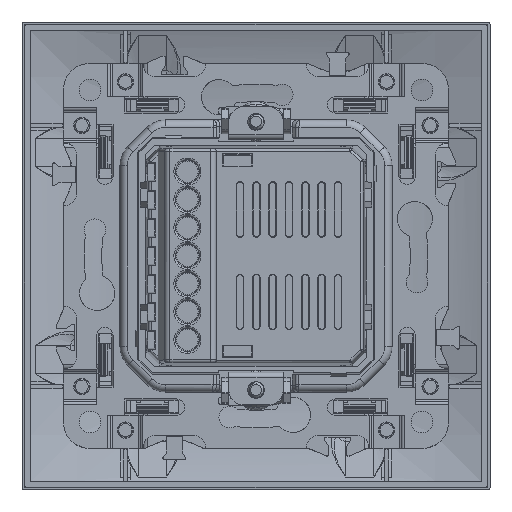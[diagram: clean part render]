
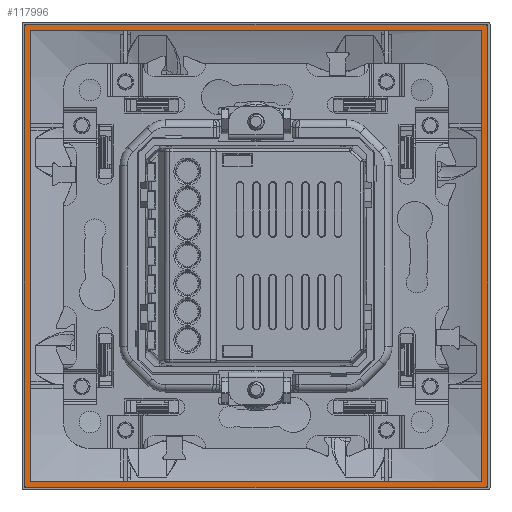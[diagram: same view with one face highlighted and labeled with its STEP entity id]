
A CAD part, top view. The second image highlights one B-rep face of the part: STEP entity #117996.
In plain terms, the highlighted planar face has unit normal (0, 0, 1).
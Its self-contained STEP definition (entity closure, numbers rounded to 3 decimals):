
#1838 = CARTESIAN_POINT ( 'NONE',  ( -42.995, 868.469, 5.687 ) ) ;
#2724 = VECTOR ( 'NONE', #106898, 1000. ) ;
#3277 = DIRECTION ( 'NONE',  ( 0., 0., -1. ) ) ;
#4651 = VECTOR ( 'NONE', #66539, 1000. ) ;
#6777 = CARTESIAN_POINT ( 'NONE',  ( 41.795, 953.26, 5.687 ) ) ;
#11846 = CARTESIAN_POINT ( 'NONE',  ( -42., 952.265, 5.687 ) ) ;
#12644 = ORIENTED_EDGE ( 'NONE', *, *, #19052, .T. ) ;
#14621 = CARTESIAN_POINT ( 'NONE',  ( 41.901, 953.238, 5.687 ) ) ;
#15005 = CARTESIAN_POINT ( 'NONE',  ( -42.795, 868.27, 5.687 ) ) ;
#17026 = CARTESIAN_POINT ( 'NONE',  ( 41.995, 953.06, 5.687 ) ) ;
#18152 = CARTESIAN_POINT ( 'NONE',  ( 41.995, 953.06, 5.687 ) ) ;
#19052 = EDGE_CURVE ( 'NONE', #139833, #37882, #19622, .T. ) ;
#19622 = B_SPLINE_CURVE_WITH_KNOTS ( 'NONE', 3,
 ( #41967, #151695, #78818, #30457, #55056, #128746 ),
 .UNSPECIFIED., .F., .F.,
 ( 4, 2, 4 ),
 ( 0., 0.5, 1. ),
 .UNSPECIFIED. ) ;
#20870 = CARTESIAN_POINT ( 'NONE',  ( -42., 869.265, 5.687 ) ) ;
#26876 = CARTESIAN_POINT ( 'NONE',  ( 41.995, 953.114, 5.687 ) ) ;
#29130 = CARTESIAN_POINT ( 'NONE',  ( -42.9, 953.237, 5.687 ) ) ;
#29913 = LINE ( 'NONE', #33171, #2724 ) ;
#30357 = VECTOR ( 'NONE', #32342, 1000. ) ;
#30457 = CARTESIAN_POINT ( 'NONE',  ( 41.973, 868.364, 5.687 ) ) ;
#31571 = CARTESIAN_POINT ( 'NONE',  ( -42.973, 953.166, 5.687 ) ) ;
#32342 = DIRECTION ( 'NONE',  ( 1., 0., 0. ) ) ;
#32938 = B_SPLINE_CURVE_WITH_KNOTS ( 'NONE', 3,
 ( #17026, #26876, #102221, #14621, #52277, #152130 ),
 .UNSPECIFIED., .F., .F.,
 ( 4, 2, 4 ),
 ( 0., 0.5, 1. ),
 .UNSPECIFIED. ) ;
#33171 = CARTESIAN_POINT ( 'NONE',  ( 41.995, 868.469, 5.687 ) ) ;
#33594 = CARTESIAN_POINT ( 'NONE',  ( -42.85, 868.27, 5.687 ) ) ;
#35482 = ORIENTED_EDGE ( 'NONE', *, *, #138132, .F. ) ;
#36247 = DIRECTION ( 'NONE',  ( 1., 0., 0. ) ) ;
#36455 = CARTESIAN_POINT ( 'NONE',  ( 41.795, 953.26, 5.687 ) ) ;
#36505 = EDGE_CURVE ( 'NONE', #132820, #139956, #70278, .T. ) ;
#37882 = VERTEX_POINT ( 'NONE', #100117 ) ;
#39154 = DIRECTION ( 'NONE',  ( 0., -1., 0. ) ) ;
#39794 = ORIENTED_EDGE ( 'NONE', *, *, #99264, .T. ) ;
#41469 = EDGE_LOOP ( 'NONE', ( #39794, #57701, #124666, #117859, #104335, #66171, #52064, #12644 ) ) ;
#41967 = CARTESIAN_POINT ( 'NONE',  ( 41.795, 868.27, 5.687 ) ) ;
#47023 = CARTESIAN_POINT ( 'NONE',  ( 41.795, 868.27, 5.687 ) ) ;
#49831 = CARTESIAN_POINT ( 'NONE',  ( -42.995, 953.06, 5.687 ) ) ;
#49916 = ORIENTED_EDGE ( 'NONE', *, *, #158894, .F. ) ;
#50823 = ORIENTED_EDGE ( 'NONE', *, *, #36505, .F. ) ;
#52064 = ORIENTED_EDGE ( 'NONE', *, *, #67503, .T. ) ;
#52277 = CARTESIAN_POINT ( 'NONE',  ( 41.85, 953.26, 5.687 ) ) ;
#53995 = FACE_BOUND ( 'NONE', #159104, .T. ) ;
#55056 = CARTESIAN_POINT ( 'NONE',  ( 41.995, 868.414, 5.687 ) ) ;
#55256 = CARTESIAN_POINT ( 'NONE',  ( 41., 952.265, 5.687 ) ) ;
#56239 = VERTEX_POINT ( 'NONE', #150153 ) ;
#57701 = ORIENTED_EDGE ( 'NONE', *, *, #91058, .T. ) ;
#66171 = ORIENTED_EDGE ( 'NONE', *, *, #94776, .T. ) ;
#66539 = DIRECTION ( 'NONE',  ( -1., 0., 0. ) ) ;
#67503 = EDGE_CURVE ( 'NONE', #90477, #139833, #133860, .T. ) ;
#70032 = VERTEX_POINT ( 'NONE', #1838 ) ;
#70278 = LINE ( 'NONE', #147176, #78662 ) ;
#72049 = CARTESIAN_POINT ( 'NONE',  ( -42.973, 868.364, 5.687 ) ) ;
#72290 = LINE ( 'NONE', #136123, #133787 ) ;
#74126 = VERTEX_POINT ( 'NONE', #20870 ) ;
#78662 = VECTOR ( 'NONE', #106312, 1000. ) ;
#78818 = CARTESIAN_POINT ( 'NONE',  ( 41.9, 868.292, 5.687 ) ) ;
#80123 = VERTEX_POINT ( 'NONE', #18152 ) ;
#80174 = FACE_OUTER_BOUND ( 'NONE', #41469, .T. ) ;
#80705 = B_SPLINE_CURVE_WITH_KNOTS ( 'NONE', 3,
 ( #95010, #144927, #72049, #96645, #33594, #133480 ),
 .UNSPECIFIED., .F., .F.,
 ( 4, 2, 4 ),
 ( 0., 0.5, 1. ),
 .UNSPECIFIED. ) ;
#81649 = EDGE_CURVE ( 'NONE', #138085, #56239, #131056, .T. ) ;
#86355 = ORIENTED_EDGE ( 'NONE', *, *, #94844, .F. ) ;
#90477 = VERTEX_POINT ( 'NONE', #15005 ) ;
#91058 = EDGE_CURVE ( 'NONE', #80123, #161525, #32938, .T. ) ;
#91704 = VERTEX_POINT ( 'NONE', #11846 ) ;
#92182 = CARTESIAN_POINT ( 'NONE',  ( -42.849, 953.26, 5.687 ) ) ;
#93776 = VECTOR ( 'NONE', #131845, 1000. ) ;
#94223 = CARTESIAN_POINT ( 'NONE',  ( -42., 952.265, 5.687 ) ) ;
#94776 = EDGE_CURVE ( 'NONE', #70032, #90477, #80705, .T. ) ;
#94844 = EDGE_CURVE ( 'NONE', #91704, #74126, #119557, .T. ) ;
#95010 = CARTESIAN_POINT ( 'NONE',  ( -42.995, 868.469, 5.687 ) ) ;
#96645 = CARTESIAN_POINT ( 'NONE',  ( -42.901, 868.292, 5.687 ) ) ;
#99264 = EDGE_CURVE ( 'NONE', #37882, #80123, #29913, .T. ) ;
#100117 = CARTESIAN_POINT ( 'NONE',  ( 41.995, 868.469, 5.687 ) ) ;
#102221 = CARTESIAN_POINT ( 'NONE',  ( 41.973, 953.165, 5.687 ) ) ;
#104335 = ORIENTED_EDGE ( 'NONE', *, *, #123613, .T. ) ;
#104483 = CARTESIAN_POINT ( 'NONE',  ( -42.995, 953.06, 5.687 ) ) ;
#106312 = DIRECTION ( 'NONE',  ( 0., 1., 0. ) ) ;
#106827 = DIRECTION ( 'NONE',  ( -1., 0., 0. ) ) ;
#106898 = DIRECTION ( 'NONE',  ( 0., 1., 0. ) ) ;
#111108 = CARTESIAN_POINT ( 'NONE',  ( 41., 869.265, 5.687 ) ) ;
#116669 = LINE ( 'NONE', #55256, #147526 ) ;
#117300 = LINE ( 'NONE', #6777, #4651 ) ;
#117859 = ORIENTED_EDGE ( 'NONE', *, *, #81649, .T. ) ;
#117996 = ADVANCED_FACE ( 'NONE', ( #80174, #53995 ), #153861, .F. ) ;
#118339 = CARTESIAN_POINT ( 'NONE',  ( -42.795, 868.27, 5.687 ) ) ;
#119557 = LINE ( 'NONE', #94223, #93776 ) ;
#121131 = VECTOR ( 'NONE', #39154, 1000. ) ;
#122291 = AXIS2_PLACEMENT_3D ( 'NONE', #141591, #3277, #130111 ) ;
#123613 = EDGE_CURVE ( 'NONE', #56239, #70032, #149681, .T. ) ;
#124666 = ORIENTED_EDGE ( 'NONE', *, *, #153601, .T. ) ;
#128746 = CARTESIAN_POINT ( 'NONE',  ( 41.995, 868.469, 5.687 ) ) ;
#128755 = CARTESIAN_POINT ( 'NONE',  ( 41., 952.265, 5.687 ) ) ;
#130111 = DIRECTION ( 'NONE',  ( 0., -1., 0. ) ) ;
#131056 = B_SPLINE_CURVE_WITH_KNOTS ( 'NONE', 3,
 ( #143720, #92182, #29130, #31571, #131446, #104483 ),
 .UNSPECIFIED., .F., .F.,
 ( 4, 2, 4 ),
 ( 0., 0.5, 1. ),
 .UNSPECIFIED. ) ;
#131446 = CARTESIAN_POINT ( 'NONE',  ( -42.995, 953.115, 5.687 ) ) ;
#131845 = DIRECTION ( 'NONE',  ( 0., -1., 0. ) ) ;
#132820 = VERTEX_POINT ( 'NONE', #111108 ) ;
#133480 = CARTESIAN_POINT ( 'NONE',  ( -42.795, 868.27, 5.687 ) ) ;
#133787 = VECTOR ( 'NONE', #36247, 1000. ) ;
#133860 = LINE ( 'NONE', #118339, #30357 ) ;
#136123 = CARTESIAN_POINT ( 'NONE',  ( -42., 869.265, 5.687 ) ) ;
#138085 = VERTEX_POINT ( 'NONE', #142819 ) ;
#138132 = EDGE_CURVE ( 'NONE', #139956, #91704, #116669, .T. ) ;
#139833 = VERTEX_POINT ( 'NONE', #47023 ) ;
#139956 = VERTEX_POINT ( 'NONE', #128755 ) ;
#141591 = CARTESIAN_POINT ( 'NONE',  ( -0.5, 910.765, 5.687 ) ) ;
#142819 = CARTESIAN_POINT ( 'NONE',  ( -42.795, 953.26, 5.687 ) ) ;
#143720 = CARTESIAN_POINT ( 'NONE',  ( -42.795, 953.26, 5.687 ) ) ;
#144927 = CARTESIAN_POINT ( 'NONE',  ( -42.995, 868.416, 5.687 ) ) ;
#147176 = CARTESIAN_POINT ( 'NONE',  ( 41., 869.265, 5.687 ) ) ;
#147526 = VECTOR ( 'NONE', #106827, 1000. ) ;
#149681 = LINE ( 'NONE', #49831, #121131 ) ;
#150153 = CARTESIAN_POINT ( 'NONE',  ( -42.995, 953.06, 5.687 ) ) ;
#151695 = CARTESIAN_POINT ( 'NONE',  ( 41.849, 868.27, 5.687 ) ) ;
#152130 = CARTESIAN_POINT ( 'NONE',  ( 41.795, 953.26, 5.687 ) ) ;
#153601 = EDGE_CURVE ( 'NONE', #161525, #138085, #117300, .T. ) ;
#153861 = PLANE ( 'NONE',  #122291 ) ;
#158894 = EDGE_CURVE ( 'NONE', #74126, #132820, #72290, .T. ) ;
#159104 = EDGE_LOOP ( 'NONE', ( #86355, #35482, #50823, #49916 ) ) ;
#161525 = VERTEX_POINT ( 'NONE', #36455 ) ;
